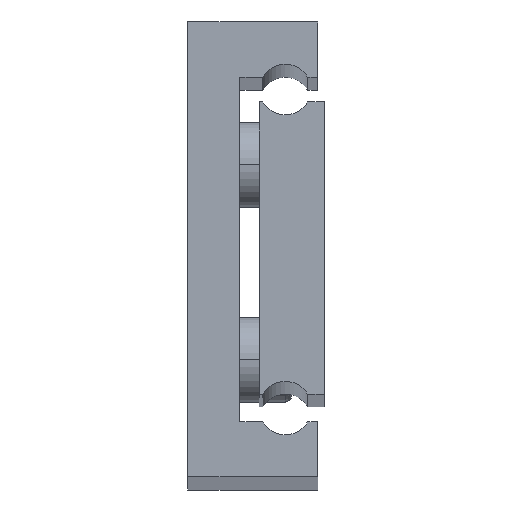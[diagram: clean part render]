
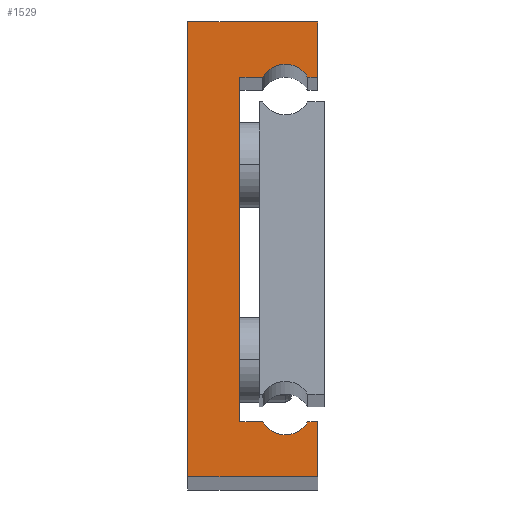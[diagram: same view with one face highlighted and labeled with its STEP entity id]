
A CAD part, top view. The second image highlights one B-rep face of the part: STEP entity #1529.
In plain terms, the highlighted planar face has unit normal (0, 0, 1).
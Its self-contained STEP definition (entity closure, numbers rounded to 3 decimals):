
#20 = VERTEX_POINT ( 'NONE', #253 ) ;
#102 = CARTESIAN_POINT ( 'NONE',  ( 20., 0., 575. ) ) ;
#182 = EDGE_CURVE ( 'NONE', #821, #2246, #889, .T. ) ;
#218 = CARTESIAN_POINT ( 'NONE',  ( 11.536, 61.5, 575. ) ) ;
#253 = CARTESIAN_POINT ( 'NONE',  ( 20., 61.5, 575. ) ) ;
#278 = ORIENTED_EDGE ( 'NONE', *, *, #182, .T. ) ;
#305 = ORIENTED_EDGE ( 'NONE', *, *, #504, .T. ) ;
#347 = CARTESIAN_POINT ( 'NONE',  ( 18.464, 61.5, 575. ) ) ;
#361 = DIRECTION ( 'NONE',  ( 1., 0., 0. ) ) ;
#371 = CARTESIAN_POINT ( 'NONE',  ( 0., 0., 575. ) ) ;
#435 = ORIENTED_EDGE ( 'NONE', *, *, #1840, .T. ) ;
#482 = CARTESIAN_POINT ( 'NONE',  ( 0., 70., 575. ) ) ;
#489 = ORIENTED_EDGE ( 'NONE', *, *, #1692, .T. ) ;
#504 = EDGE_CURVE ( 'NONE', #1248, #1364, #2553, .T. ) ;
#510 = CARTESIAN_POINT ( 'NONE',  ( 0., 0., 575. ) ) ;
#565 = VECTOR ( 'NONE', #2359, 1000. ) ;
#607 = EDGE_CURVE ( 'NONE', #2692, #821, #3296, .T. ) ;
#671 = VECTOR ( 'NONE', #2844, 1000. ) ;
#697 = EDGE_CURVE ( 'NONE', #2358, #1248, #2131, .T. ) ;
#715 = ORIENTED_EDGE ( 'NONE', *, *, #1342, .T. ) ;
#752 = EDGE_CURVE ( 'NONE', #3299, #2692, #2205, .T. ) ;
#754 = DIRECTION ( 'NONE',  ( 0., 0., -1. ) ) ;
#778 = DIRECTION ( 'NONE',  ( -1., 0., 0. ) ) ;
#799 = CARTESIAN_POINT ( 'NONE',  ( 11.536, 8.5, 575. ) ) ;
#805 = VECTOR ( 'NONE', #2686, 1000. ) ;
#821 = VERTEX_POINT ( 'NONE', #2474 ) ;
#848 = CARTESIAN_POINT ( 'NONE',  ( 20., 61.5, 575. ) ) ;
#872 = LINE ( 'NONE', #1901, #1611 ) ;
#889 = LINE ( 'NONE', #2261, #2091 ) ;
#897 = ORIENTED_EDGE ( 'NONE', *, *, #752, .T. ) ;
#929 = DIRECTION ( 'NONE',  ( -1., 0., 0. ) ) ;
#996 = EDGE_CURVE ( 'NONE', #1062, #2613, #1067, .T. ) ;
#1025 = DIRECTION ( 'NONE',  ( -1., 0., 0. ) ) ;
#1062 = VERTEX_POINT ( 'NONE', #1085 ) ;
#1067 = LINE ( 'NONE', #482, #2492 ) ;
#1085 = CARTESIAN_POINT ( 'NONE',  ( 20., 70., 575. ) ) ;
#1096 = DIRECTION ( 'NONE',  ( 0., 1., 0. ) ) ;
#1114 = CARTESIAN_POINT ( 'NONE',  ( 15., 59.5, 575. ) ) ;
#1136 = CARTESIAN_POINT ( 'NONE',  ( 15., 10.5, 575. ) ) ;
#1152 = EDGE_CURVE ( 'NONE', #2246, #1622, #1514, .T. ) ;
#1167 = DIRECTION ( 'NONE',  ( 0., 0., -1. ) ) ;
#1213 = PLANE ( 'NONE',  #3331 ) ;
#1228 = DIRECTION ( 'NONE',  ( -1., 0., 0. ) ) ;
#1248 = VERTEX_POINT ( 'NONE', #1694 ) ;
#1282 = VECTOR ( 'NONE', #361, 1000. ) ;
#1342 = EDGE_CURVE ( 'NONE', #2613, #3299, #2866, .T. ) ;
#1364 = VERTEX_POINT ( 'NONE', #218 ) ;
#1447 = VECTOR ( 'NONE', #3014, 1000. ) ;
#1457 = DIRECTION ( 'NONE',  ( -1., 0., 0. ) ) ;
#1514 = CIRCLE ( 'NONE', #1564, 4. ) ;
#1529 = ADVANCED_FACE ( 'NONE', ( #3327 ), #1213, .F. ) ;
#1534 = CARTESIAN_POINT ( 'NONE',  ( 11.536, 8.5, 575. ) ) ;
#1559 = LINE ( 'NONE', #799, #1924 ) ;
#1564 = AXIS2_PLACEMENT_3D ( 'NONE', #1136, #1167, #1633 ) ;
#1577 = CARTESIAN_POINT ( 'NONE',  ( 8., 8.5, 575. ) ) ;
#1611 = VECTOR ( 'NONE', #1096, 1000. ) ;
#1622 = VERTEX_POINT ( 'NONE', #1534 ) ;
#1633 = DIRECTION ( 'NONE',  ( 1., 0., 0. ) ) ;
#1642 = CARTESIAN_POINT ( 'NONE',  ( 18.464, 8.5, 575. ) ) ;
#1692 = EDGE_CURVE ( 'NONE', #1622, #2358, #1559, .T. ) ;
#1694 = CARTESIAN_POINT ( 'NONE',  ( 8., 61.5, 575. ) ) ;
#1840 = EDGE_CURVE ( 'NONE', #20, #1062, #872, .T. ) ;
#1901 = CARTESIAN_POINT ( 'NONE',  ( 20., 70., 575. ) ) ;
#1903 = DIRECTION ( 'NONE',  ( 0., 0., -1. ) ) ;
#1924 = VECTOR ( 'NONE', #1025, 1000. ) ;
#1958 = CARTESIAN_POINT ( 'NONE',  ( 0., 0., 575. ) ) ;
#1990 = ORIENTED_EDGE ( 'NONE', *, *, #697, .T. ) ;
#2052 = CARTESIAN_POINT ( 'NONE',  ( 0., 70., 575. ) ) ;
#2067 = CARTESIAN_POINT ( 'NONE',  ( 20., 0., 575. ) ) ;
#2091 = VECTOR ( 'NONE', #1457, 1000. ) ;
#2131 = LINE ( 'NONE', #1577, #565 ) ;
#2152 = LINE ( 'NONE', #848, #805 ) ;
#2165 = AXIS2_PLACEMENT_3D ( 'NONE', #1114, #1903, #929 ) ;
#2205 = LINE ( 'NONE', #371, #1282 ) ;
#2224 = CIRCLE ( 'NONE', #2165, 4. ) ;
#2246 = VERTEX_POINT ( 'NONE', #1642 ) ;
#2258 = CARTESIAN_POINT ( 'NONE',  ( 15., 59.5, 575. ) ) ;
#2261 = CARTESIAN_POINT ( 'NONE',  ( 20., 8.5, 575. ) ) ;
#2273 = ORIENTED_EDGE ( 'NONE', *, *, #3027, .T. ) ;
#2285 = CARTESIAN_POINT ( 'NONE',  ( 8., 8.5, 575. ) ) ;
#2292 = EDGE_CURVE ( 'NONE', #1364, #2379, #2224, .T. ) ;
#2358 = VERTEX_POINT ( 'NONE', #2285 ) ;
#2359 = DIRECTION ( 'NONE',  ( 0., 1., 0. ) ) ;
#2379 = VERTEX_POINT ( 'NONE', #347 ) ;
#2465 = ORIENTED_EDGE ( 'NONE', *, *, #607, .T. ) ;
#2474 = CARTESIAN_POINT ( 'NONE',  ( 20., 8.5, 575. ) ) ;
#2483 = VECTOR ( 'NONE', #2609, 1000. ) ;
#2492 = VECTOR ( 'NONE', #778, 1000. ) ;
#2553 = LINE ( 'NONE', #3077, #671 ) ;
#2609 = DIRECTION ( 'NONE',  ( 0., -1., 0. ) ) ;
#2613 = VERTEX_POINT ( 'NONE', #2052 ) ;
#2686 = DIRECTION ( 'NONE',  ( 1., 0., 0. ) ) ;
#2692 = VERTEX_POINT ( 'NONE', #2067 ) ;
#2844 = DIRECTION ( 'NONE',  ( 1., 0., 0. ) ) ;
#2866 = LINE ( 'NONE', #510, #2483 ) ;
#2867 = EDGE_LOOP ( 'NONE', ( #715, #897, #2465, #278, #3250, #489, #1990, #305, #2952, #2273, #435, #3365 ) ) ;
#2952 = ORIENTED_EDGE ( 'NONE', *, *, #2292, .T. ) ;
#3014 = DIRECTION ( 'NONE',  ( 0., 1., 0. ) ) ;
#3027 = EDGE_CURVE ( 'NONE', #2379, #20, #2152, .T. ) ;
#3077 = CARTESIAN_POINT ( 'NONE',  ( 11.536, 61.5, 575. ) ) ;
#3250 = ORIENTED_EDGE ( 'NONE', *, *, #1152, .T. ) ;
#3296 = LINE ( 'NONE', #102, #1447 ) ;
#3299 = VERTEX_POINT ( 'NONE', #1958 ) ;
#3327 = FACE_OUTER_BOUND ( 'NONE', #2867, .T. ) ;
#3331 = AXIS2_PLACEMENT_3D ( 'NONE', #2258, #754, #1228 ) ;
#3365 = ORIENTED_EDGE ( 'NONE', *, *, #996, .T. ) ;
